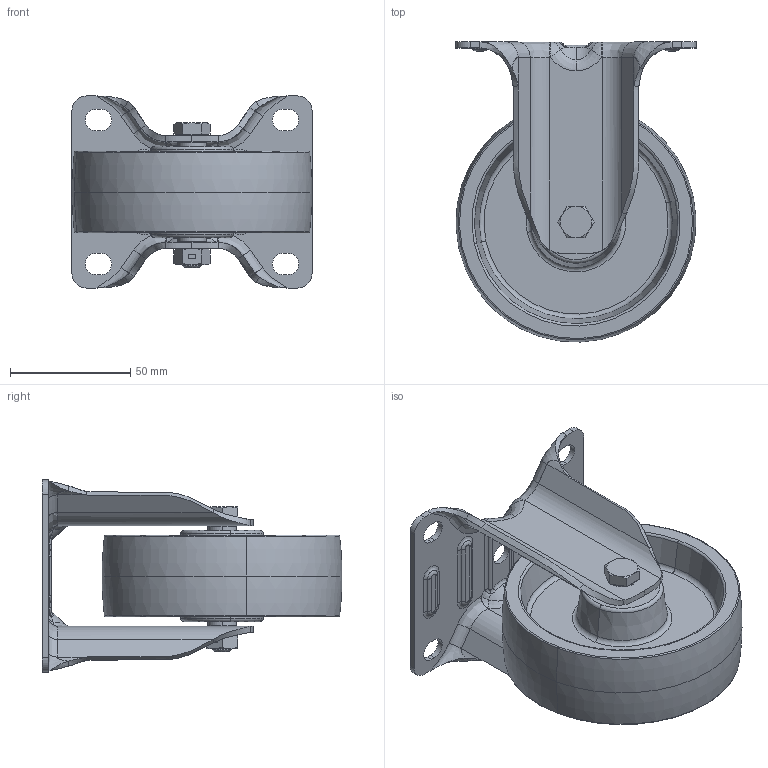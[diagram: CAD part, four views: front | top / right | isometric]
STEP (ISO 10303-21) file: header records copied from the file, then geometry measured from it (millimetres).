
FILE_DESCRIPTION (( 'STEP AP214' ), '1' );
FILE_NAME ('0055958.step', '2023-06-30T07:27:44', ( '' ), ( '' ), 'SwSTEP 2.0', 'SolidWorks 2020', '' );
FILE_SCHEMA (( 'AUTOMOTIVE_DESIGN' ));
Length unit declared in the file: millimetre
Products named in the file (1): 0055958
Bounding box: 100 x 124.97 x 80 mm (x, y, z)
Volume: 186692.7 mm3; surface area: 78807.4 mm2
Topology: 8 solids, 8 shells, 416 faces, 956 edges, 564 vertices
Faces by surface type: cylinder 112, bspline 112, plane 100, cone 50, torus 42
Entity records: 24987 total; most frequent: CARTESIAN_POINT 11835, ORIENTED_EDGE 1896, DIRECTION 1538, EDGE_CURVE 948, AXIS2_PLACEMENT_3D 623, VERTEX_POINT 564, EDGE_LOOP 458, UNCERTAINTY_MEASURE_WITH_UNIT 426
